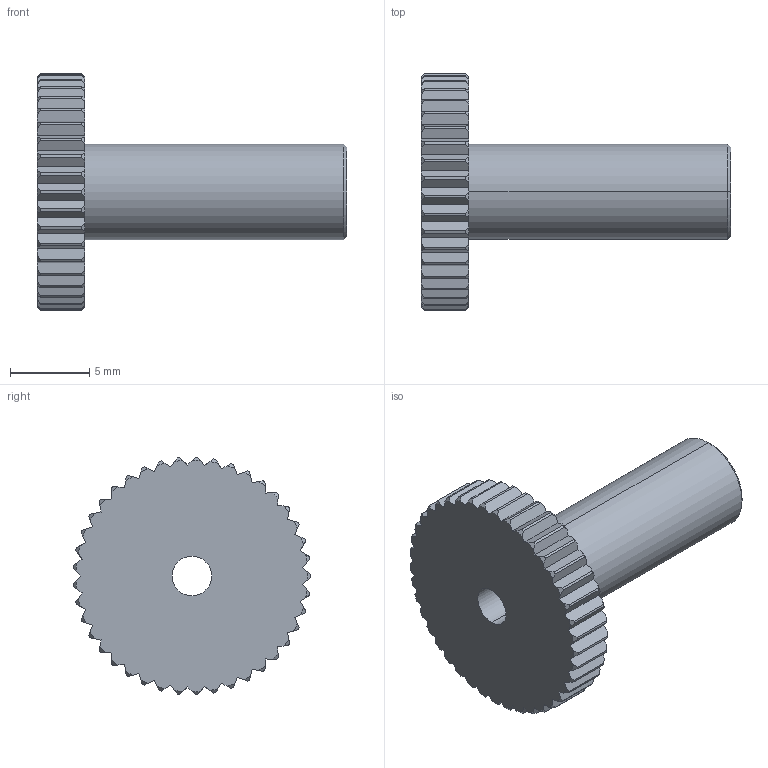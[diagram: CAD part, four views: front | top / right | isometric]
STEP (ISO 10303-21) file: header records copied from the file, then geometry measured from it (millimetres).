
FILE_DESCRIPTION (( 'STEP AP214' ), '1' );
FILE_NAME ('1776-B.STEP', '2016-09-15T13:45:35', ( '' ), ( '' ), 'SwSTEP 2.0', 'SolidWorks 2015', '' );
FILE_SCHEMA (( 'AUTOMOTIVE_DESIGN' ));
Length unit declared in the file: millimetre
Products named in the file (1): 1776-B
Bounding box: 19.5 x 14.98 x 14.99 mm (x, y, z)
Volume: 778.7 mm3; surface area: 1015.9 mm2
Topology: 1 solids, 1 shells, 220 faces, 645 edges, 428 vertices
Faces by surface type: cone 88, plane 85, cylinder 47
Entity records: 7547 total; most frequent: CARTESIAN_POINT 1786, ORIENTED_EDGE 1290, DIRECTION 1105, EDGE_CURVE 645, VERTEX_POINT 428, AXIS2_PLACEMENT_3D 403, VECTOR 299, LINE 299
